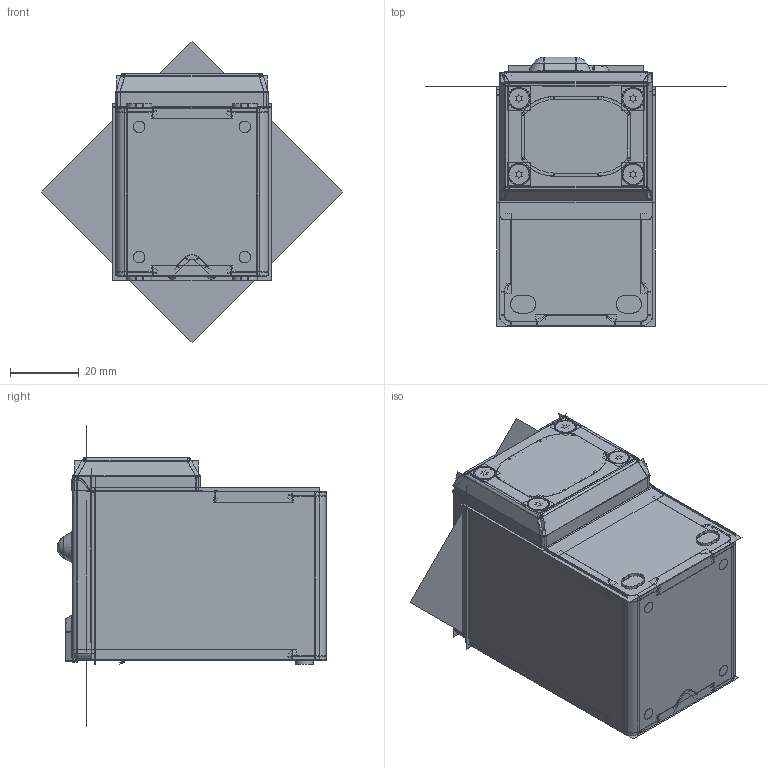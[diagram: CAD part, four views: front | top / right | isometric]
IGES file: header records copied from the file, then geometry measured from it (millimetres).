
Start section:  PTC IGES file: 208359.igs
Global section: file name: 208359.igs; native system: Creo Parametric by PTC Inc.; preprocessor: 2016260; author: pdmadmin; organization: Unknown; date: 20180926.090706; units: millimetre
Bounding box: 87.76 x 78.55 x 87.76 mm (x, y, z)
Volume: 68583.3 mm3; surface area: 251721 mm2
Topology: 11 solids, 11 shells, 1692 faces, 8470 edges, 10619 vertices
Faces by surface type: revolution 902, bspline 790
